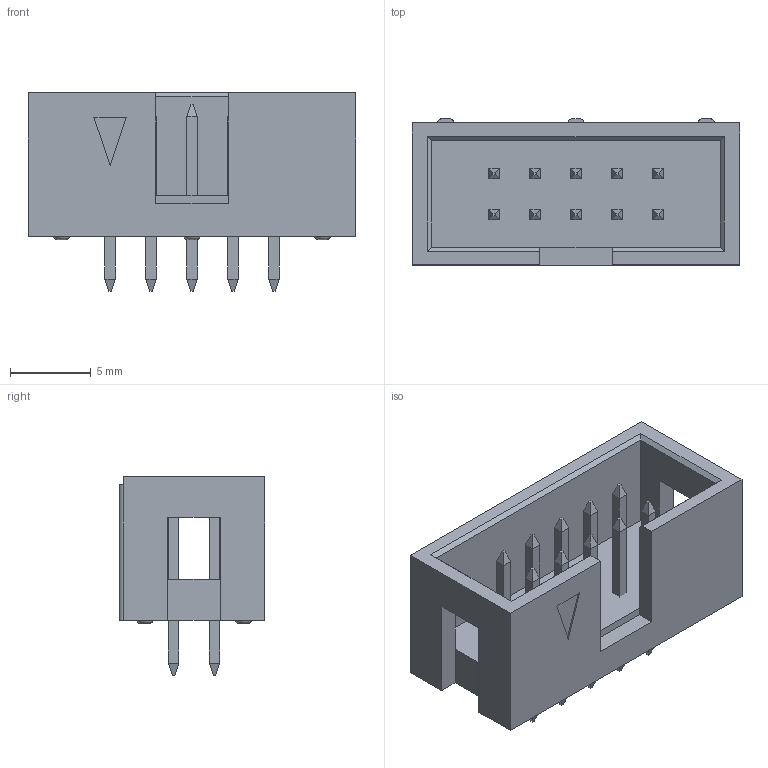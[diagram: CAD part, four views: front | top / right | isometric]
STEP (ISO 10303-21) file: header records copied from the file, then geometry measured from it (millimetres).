
FILE_DESCRIPTION(/* description */ (''),/* implementation_level */ '2;1');
FILE_NAME(/* name */ 'Box_02x05_P2.54_Vertikal_1 v2.step',/* time_stamp */ '2024-09-13T11:37:09+02:00',/* author */ (''),/* organization */ (''),/* preprocessor_version */ 'ST-DEVELOPER v20',/* originating_system */ 'Autodesk Translation Framework v13.14.0.145',/* authorisation */ '');
FILE_SCHEMA (('AUTOMOTIVE_DESIGN { 1 0 10303 214 3 1 1 }'));
Length unit declared in the file: millimetre
Products named in the file (2): Box_02x05_P2.54_Vertikal_1; Komponente1
Assembly tree (1 placements, depth 2):
  Box_02x05_P2.54_Vertikal_1
    Komponente1
Bounding box: 20.32 x 9.05 x 12.3 mm (x, y, z)
Volume: 803.4 mm3; surface area: 1413.7 mm2
Topology: 11 solids, 11 shells, 195 faces, 423 edges, 252 vertices
Faces by surface type: plane 184, cylinder 6, torus 5
Entity records: 5155 total; most frequent: CARTESIAN_POINT 873, ORIENTED_EDGE 846, DIRECTION 846, EDGE_CURVE 423, LINE 396, VECTOR 396, VERTEX_POINT 252, AXIS2_PLACEMENT_3D 225
